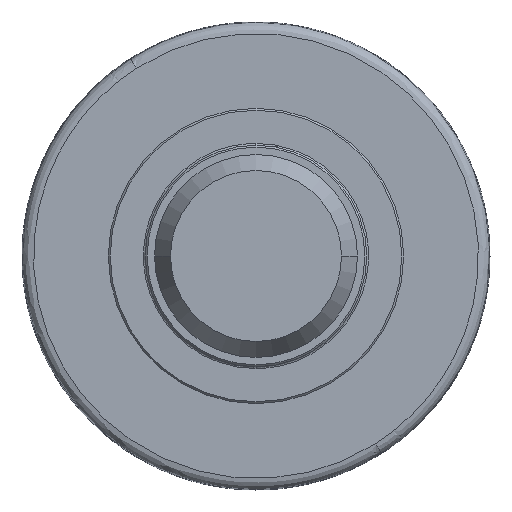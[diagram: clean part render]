
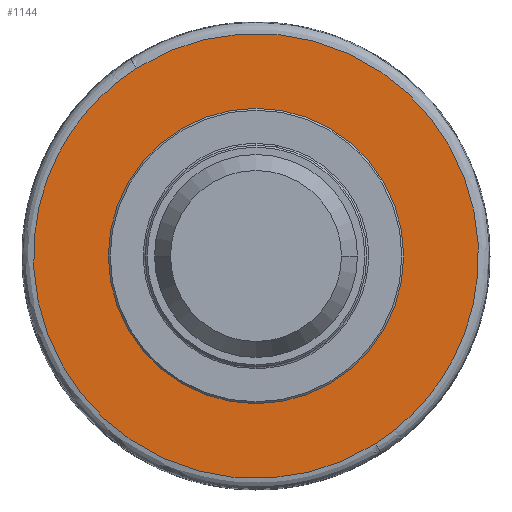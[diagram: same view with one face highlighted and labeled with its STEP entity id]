
A CAD part, left-side view. The second image highlights one B-rep face of the part: STEP entity #1144.
In plain terms, the highlighted planar face has unit normal (-1, 0, 0).
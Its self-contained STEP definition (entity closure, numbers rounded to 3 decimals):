
#2 = DIRECTION ( 'NONE',  ( -1., 0., 0. ) ) ;
#3 = EDGE_CURVE ( 'NONE', #61, #68, #41, .T. ) ;
#4 = PLANE ( 'NONE',  #1388 ) ;
#13 = CARTESIAN_POINT ( 'NONE',  ( 30.4, 45.576, -28.943 ) ) ;
#41 =( BOUNDED_CURVE ( )  B_SPLINE_CURVE ( 3, ( #153, #155, #156, #157 ),
 .UNSPECIFIED., .F., .F. ) 
 B_SPLINE_CURVE_WITH_KNOTS ( ( 4, 4 ),
 ( 0.25, 0.75 ),
 .UNSPECIFIED. ) 
 CURVE ( )  GEOMETRIC_REPRESENTATION_ITEM ( )  RATIONAL_B_SPLINE_CURVE ( ( 1., 0.333, 0.333, 1. ) ) 
 REPRESENTATION_ITEM ( '' )  );
#61 = VERTEX_POINT ( 'NONE', #167 ) ;
#68 = VERTEX_POINT ( 'NONE', #173 ) ;
#105 = VERTEX_POINT ( 'NONE', #210 ) ;
#110 = VERTEX_POINT ( 'NONE', #215 ) ;
#153 = CARTESIAN_POINT ( 'NONE',  ( 30.4, 32.315, 50.886 ) ) ;
#155 = CARTESIAN_POINT ( 'NONE',  ( 30.4, -69.457, 115.515 ) ) ;
#156 = CARTESIAN_POINT ( 'NONE',  ( 30.4, -134.087, 13.743 ) ) ;
#157 = CARTESIAN_POINT ( 'NONE',  ( 30.4, -32.315, -50.886 ) ) ;
#167 = CARTESIAN_POINT ( 'NONE',  ( 30.4, 32.315, 50.886 ) ) ;
#173 = CARTESIAN_POINT ( 'NONE',  ( 30.4, -32.315, -50.886 ) ) ;
#210 = CARTESIAN_POINT ( 'NONE',  ( 30.4, 40., 0. ) ) ;
#215 = CARTESIAN_POINT ( 'NONE',  ( 30.4, -40., 0. ) ) ;
#722 = EDGE_LOOP ( 'NONE', ( #883, #884 ) ) ;
#737 = EDGE_LOOP ( 'NONE', ( #885, #886 ) ) ;
#883 = ORIENTED_EDGE ( 'NONE', *, *, #1158, .T. ) ;
#884 = ORIENTED_EDGE ( 'NONE', *, *, #1268, .T. ) ;
#885 = ORIENTED_EDGE ( 'NONE', *, *, #1269, .F. ) ;
#886 = ORIENTED_EDGE ( 'NONE', *, *, #3, .F. ) ;
#1144 = ADVANCED_FACE ( 'NONE', ( #1491, #1481 ), #4, .T. ) ;
#1158 = EDGE_CURVE ( 'NONE', #105, #110, #1517, .T. ) ;
#1268 = EDGE_CURVE ( 'NONE', #110, #105, #1648, .T. ) ;
#1269 = EDGE_CURVE ( 'NONE', #68, #61, #1701, .T. ) ;
#1388 = AXIS2_PLACEMENT_3D ( 'NONE', #13, #2, #1705 ) ;
#1397 = AXIS2_PLACEMENT_3D ( 'NONE', #1816, #1817, #1818 ) ;
#1481 = FACE_OUTER_BOUND ( 'NONE', #737, .T. ) ;
#1491 = FACE_BOUND ( 'NONE', #722, .T. ) ;
#1517 = CIRCLE ( 'NONE', #1397, 40. ) ;
#1648 = CIRCLE ( 'NONE', #2412, 40. ) ;
#1701 =( BOUNDED_CURVE ( )  B_SPLINE_CURVE ( 3, ( #2301, #2305, #2306, #2307 ),
 .UNSPECIFIED., .F., .T. ) 
 B_SPLINE_CURVE_WITH_KNOTS ( ( 4, 4 ),
 ( 0.75, 1.25 ),
 .UNSPECIFIED. ) 
 CURVE ( )  GEOMETRIC_REPRESENTATION_ITEM ( )  RATIONAL_B_SPLINE_CURVE ( ( 1., 0.333, 0.333, 1. ) ) 
 REPRESENTATION_ITEM ( '' )  );
#1705 = DIRECTION ( 'NONE',  ( 0., 0., 1. ) ) ;
#1816 = CARTESIAN_POINT ( 'NONE',  ( 30.4, 0., 0. ) ) ;
#1817 = DIRECTION ( 'NONE',  ( 1., 0., 0. ) ) ;
#1818 = DIRECTION ( 'NONE',  ( 0., 1., 0. ) ) ;
#2283 = CARTESIAN_POINT ( 'NONE',  ( 30.4, 0., 0. ) ) ;
#2301 = CARTESIAN_POINT ( 'NONE',  ( 30.4, -32.315, -50.886 ) ) ;
#2302 = DIRECTION ( 'NONE',  ( 1., 0., 0. ) ) ;
#2303 = DIRECTION ( 'NONE',  ( 0., 1., 0. ) ) ;
#2305 = CARTESIAN_POINT ( 'NONE',  ( 30.4, 69.457, -115.515 ) ) ;
#2306 = CARTESIAN_POINT ( 'NONE',  ( 30.4, 134.087, -13.743 ) ) ;
#2307 = CARTESIAN_POINT ( 'NONE',  ( 30.4, 32.315, 50.886 ) ) ;
#2412 = AXIS2_PLACEMENT_3D ( 'NONE', #2283, #2302, #2303 ) ;
